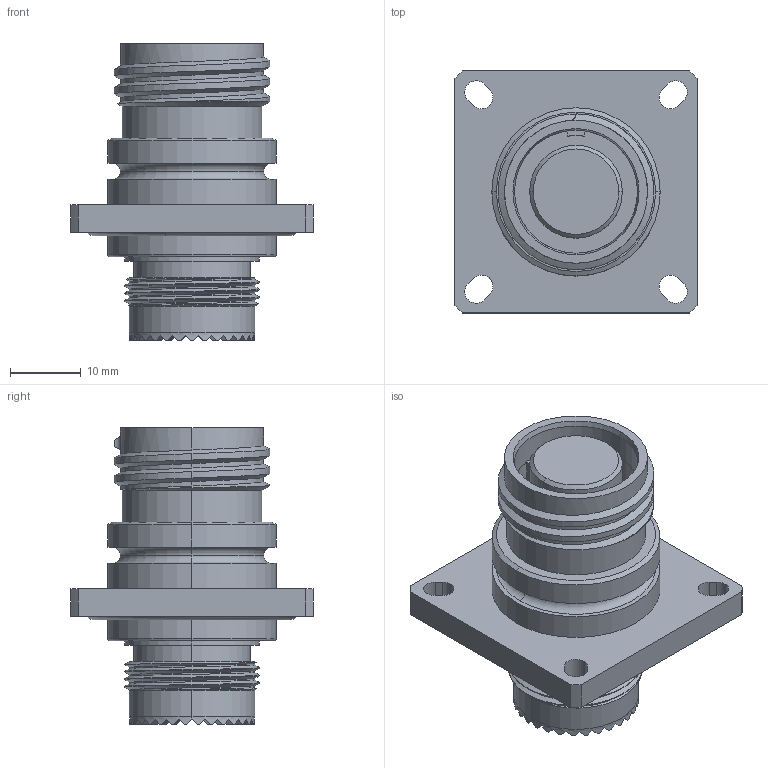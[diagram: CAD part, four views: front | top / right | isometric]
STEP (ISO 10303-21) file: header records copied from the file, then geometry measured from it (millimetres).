
FILE_DESCRIPTION (( 'STEP AP214' ), '1' );
FILE_NAME ('Size 13 Flange.STEP', '2019-03-25T23:05:36', ( '' ), ( '' ), 'SwSTEP 2.0', 'SolidWorks 2019', '' );
FILE_SCHEMA (( 'AUTOMOTIVE_DESIGN' ));
Length unit declared in the file: inch
Products named in the file (1): Size 13 Flange
Bounding box: 34.16 x 34.16 x 41.91 mm (x, y, z)
Volume: 15550.2 mm3; surface area: 7328.8 mm2
Topology: 1 solids, 1 shells, 248 faces, 682 edges, 450 vertices
Faces by surface type: plane 151, cylinder 73, cone 12, torus 8, bspline 4
Entity records: 9102 total; most frequent: CARTESIAN_POINT 3030, ORIENTED_EDGE 1364, DIRECTION 1230, EDGE_CURVE 682, AXIS2_PLACEMENT_3D 491, VERTEX_POINT 450, EDGE_LOOP 270, LINE 248
